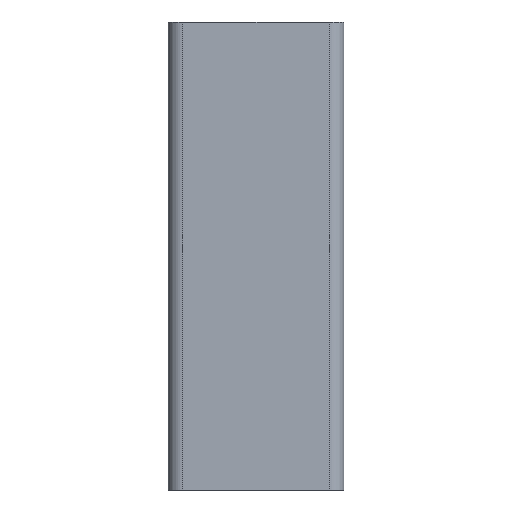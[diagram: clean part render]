
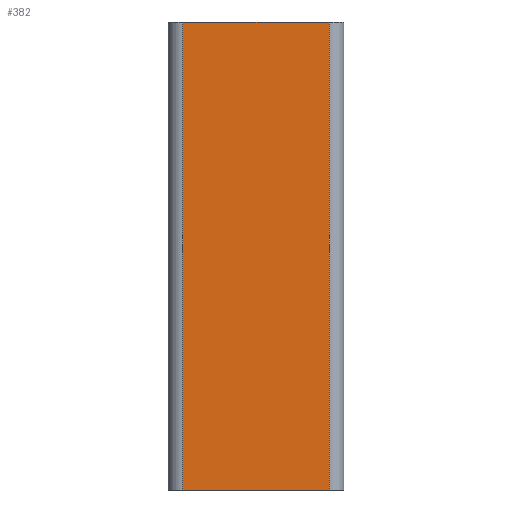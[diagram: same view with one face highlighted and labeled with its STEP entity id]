
A CAD part, left-side view. The second image highlights one B-rep face of the part: STEP entity #382.
In plain terms, the highlighted planar face has unit normal (-1, 0, 0).
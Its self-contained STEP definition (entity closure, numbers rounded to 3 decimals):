
#382=ADVANCED_FACE('',(#748),#749,.T.);
#748=FACE_OUTER_BOUND('',#1105,.T.);
#749=PLANE('',#1106);
#1105=EDGE_LOOP('',(#1995,#1996,#1997,#1998));
#1106=AXIS2_PLACEMENT_3D('',#1999,#2000,#2001);
#1995=ORIENTED_EDGE('',*,*,#2670,.T.);
#1996=ORIENTED_EDGE('',*,*,#2452,.F.);
#1997=ORIENTED_EDGE('',*,*,#2671,.F.);
#1998=ORIENTED_EDGE('',*,*,#2667,.T.);
#1999=CARTESIAN_POINT('',(0.0,-15.088,0.0));
#2000=DIRECTION('',(-1.0,-0.0,0.0));
#2001=DIRECTION('',(0.0,-1.0,-0.0));
#2452=EDGE_CURVE('',#3005,#3000,#3007,.T.);
#2667=EDGE_CURVE('',#3329,#3327,#3330,.T.);
#2670=EDGE_CURVE('',#3327,#3000,#3333,.T.);
#2671=EDGE_CURVE('',#3329,#3005,#3334,.T.);
#3000=VERTEX_POINT('',#3769);
#3005=VERTEX_POINT('',#3775);
#3007=LINE('',#3777,#3778);
#3327=VERTEX_POINT('',#4217);
#3329=VERTEX_POINT('',#4219);
#3330=LINE('',#4220,#4221);
#3333=LINE('',#4224,#4225);
#3334=LINE('',#4226,#4227);
#3769=CARTESIAN_POINT('',(0.0,-2.588,80.0));
#3775=CARTESIAN_POINT('',(0.0,-2.588,0.0));
#3777=CARTESIAN_POINT('',(0.0,-2.588,0.0));
#3778=VECTOR('',#4512,1.0);
#4217=CARTESIAN_POINT('',(0.0,-27.588,80.0));
#4219=CARTESIAN_POINT('',(0.0,-27.588,0.0));
#4220=CARTESIAN_POINT('',(0.0,-27.588,0.0));
#4221=VECTOR('',#4755,1.0);
#4224=CARTESIAN_POINT('',(0.0,-27.588,80.0));
#4225=VECTOR('',#4759,1.0);
#4226=CARTESIAN_POINT('',(0.0,-27.588,0.0));
#4227=VECTOR('',#4760,1.0);
#4512=DIRECTION('',(0.0,0.0,1.0));
#4755=DIRECTION('',(0.0,0.0,1.0));
#4759=DIRECTION('',(0.0,1.0,0.0));
#4760=DIRECTION('',(0.0,1.0,0.0));
